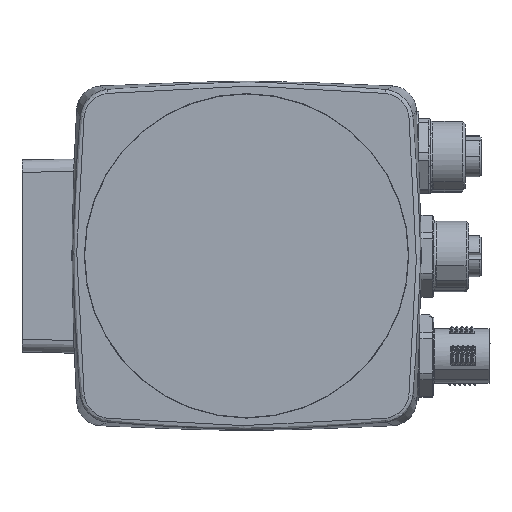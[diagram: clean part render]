
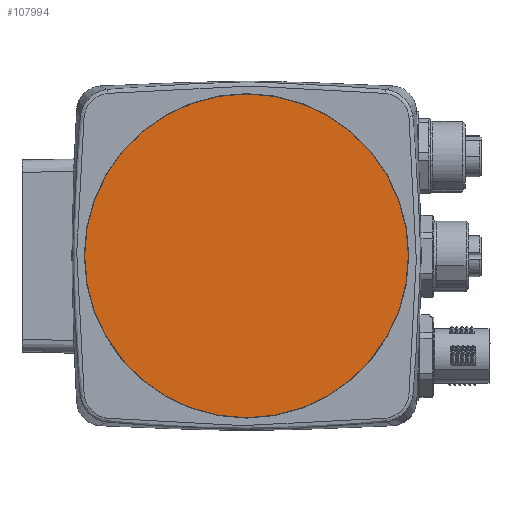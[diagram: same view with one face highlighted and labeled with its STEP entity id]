
A CAD part, top view. The second image highlights one B-rep face of the part: STEP entity #107994.
In plain terms, the highlighted planar face has unit normal (0, 0, 1).
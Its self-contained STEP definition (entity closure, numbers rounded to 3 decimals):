
#107921=CARTESIAN_POINT('',(0.,0.,2.));
#107922=DIRECTION('',(0.,0.,1.));
#107923=DIRECTION('',(1.,0.,0.));
#107924=AXIS2_PLACEMENT_3D('',#107921,#107922,#107923);
#107929=CARTESIAN_POINT('',(0.,0.,2.));
#107930=DIRECTION('',(0.,0.,1.));
#107931=DIRECTION('',(-1.,0.,0.));
#107932=AXIS2_PLACEMENT_3D('',#107929,#107930,#107931);
#107941=CARTESIAN_POINT('',(32.45,0.,2.));
#107942=CARTESIAN_POINT('',(-32.45,0.,2.));
#107943=VERTEX_POINT('',#107941);
#107944=VERTEX_POINT('',#107942);
#107985=CARTESIAN_POINT('',(0.,0.,2.));
#107986=DIRECTION('',(0.,0.,1.));
#107987=DIRECTION('',(1.,0.,0.));
#107988=AXIS2_PLACEMENT_3D('',#107985,#107986,#107987);
#107989=PLANE('',#107988);
#107990=ORIENTED_EDGE('',*,*,#107965,.F.);
#107991=ORIENTED_EDGE('',*,*,#107979,.F.);
#107992=EDGE_LOOP('',(#107990,#107991));
#107993=FACE_OUTER_BOUND('',#107992,.F.);
#107994=ADVANCED_FACE('',(#107993),#107989,.T.);
#107925=CIRCLE('',#107924,32.45);
#107933=CIRCLE('',#107932,32.45);
#107965=EDGE_CURVE('',#107943,#107944,#107925,.T.);
#107979=EDGE_CURVE('',#107944,#107943,#107933,.T.);
